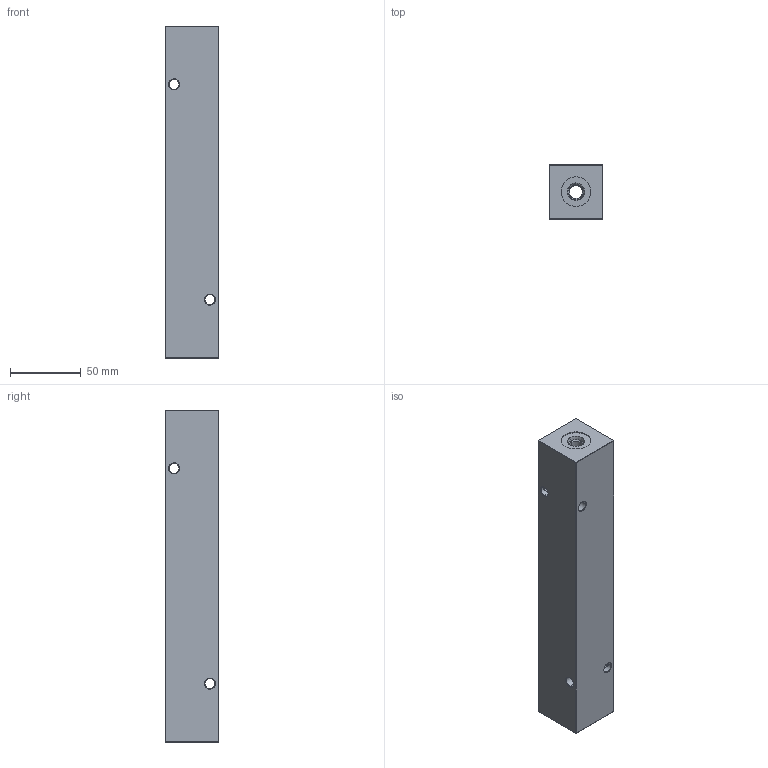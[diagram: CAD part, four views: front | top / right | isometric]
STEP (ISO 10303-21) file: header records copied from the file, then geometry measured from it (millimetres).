
FILE_DESCRIPTION (( 'STEP AP203' ), '1' );
FILE_NAME ('HM-6-90-S-4-2.STEP', '2020-11-09T13:56:08', ( '' ), ( '' ), 'SwSTEP 2.0', 'SolidWorks 2019', '' );
FILE_SCHEMA (( 'CONFIG_CONTROL_DESIGN' ));
Length unit declared in the file: inch
Products named in the file (1): HM-6-90-S-4-2
Bounding box: 38.1 x 38.1 x 234.95 mm (x, y, z)
Volume: 309006.6 mm3; surface area: 51415 mm2
Topology: 1 solids, 1 shells, 641 faces, 1608 edges, 1018 vertices
Faces by surface type: plane 251, bspline 192, cone 100, cylinder 98
Entity records: 28915 total; most frequent: CARTESIAN_POINT 14736, ORIENTED_EDGE 3216, DIRECTION 2302, EDGE_CURVE 1608, VERTEX_POINT 1018, LINE 942, VECTOR 942, EDGE_LOOP 728
